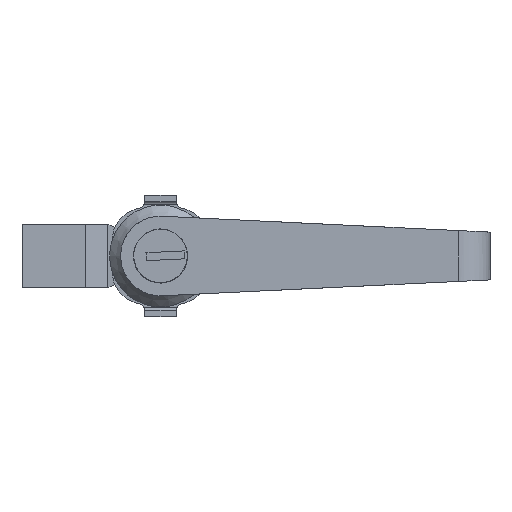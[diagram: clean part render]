
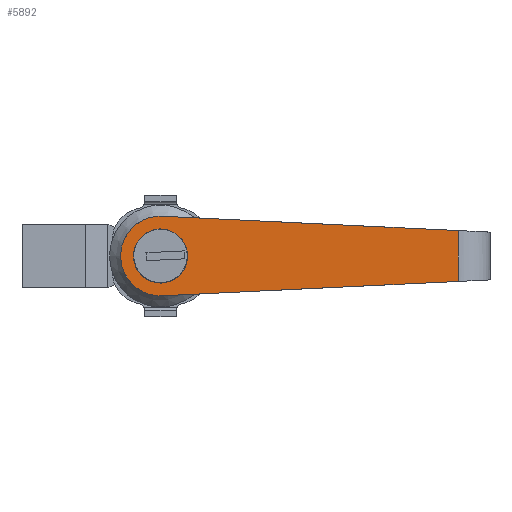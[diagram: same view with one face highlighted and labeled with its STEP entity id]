
A CAD part, front view. The second image highlights one B-rep face of the part: STEP entity #5892.
In plain terms, the highlighted planar face has unit normal (0, -1, 0).
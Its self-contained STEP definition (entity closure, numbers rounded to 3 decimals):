
#3062=VECTOR('',#4956,1.);
#3063=VECTOR('',#4957,1.);
#3064=VECTOR('',#4958,1.);
#3280=LINE('',#6052,#3062);
#3281=LINE('',#6054,#3063);
#3282=LINE('',#6055,#3064);
#3505=ORIENTED_EDGE('',*,*,#4341,.F.);
#3506=ORIENTED_EDGE('',*,*,#4342,.F.);
#3507=ORIENTED_EDGE('',*,*,#4343,.T.);
#3508=ORIENTED_EDGE('',*,*,#4344,.F.);
#3509=ORIENTED_EDGE('',*,*,#4340,.F.);
#4075=CIRCLE('',#5587,8.5);
#4076=CIRCLE('',#5589,12.5);
#4142=VERTEX_POINT('',#6045);
#4143=VERTEX_POINT('',#6048);
#4144=VERTEX_POINT('',#6049);
#4145=VERTEX_POINT('',#6051);
#4146=VERTEX_POINT('',#6053);
#4340=EDGE_CURVE('',#4142,#4142,#4075,.T.);
#4341=EDGE_CURVE('',#4143,#4144,#4076,.T.);
#4342=EDGE_CURVE('',#4145,#4143,#3280,.T.);
#4343=EDGE_CURVE('',#4145,#4146,#3281,.T.);
#4344=EDGE_CURVE('',#4144,#4146,#3282,.T.);
#4630=EDGE_LOOP('',(#3505,#3506,#3507,#3508));
#4631=EDGE_LOOP('',(#3509));
#4785=FACE_BOUND('',#4630,.T.);
#4786=FACE_BOUND('',#4631,.T.);
#4950=DIRECTION('',(0.,-1.,0.));
#4951=DIRECTION('',(0.,0.,8.5));
#4952=DIRECTION('',(0.,-1.,0.));
#4953=DIRECTION('',(-1.,0.,0.));
#4954=DIRECTION('',(0.,1.,0.));
#4955=DIRECTION('',(0.605,0.,-12.485));
#4956=DIRECTION('',(-92.895,0.,-4.501));
#4957=DIRECTION('',(0.,0.,15.969));
#4958=DIRECTION('',(92.895,0.,-4.501));
#5587=AXIS2_PLACEMENT_3D('',#6046,#4950,#4951);
#5588=AXIS2_PLACEMENT_3D('',#6047,#4952,#4953);
#5589=AXIS2_PLACEMENT_3D('',#6050,#4954,#4955);
#5797=PLANE('',#5588);
#5892=ADVANCED_FACE('',(#4785,#4786),#5797,.T.);
#6045=CARTESIAN_POINT('',(0.,-33.,8.5));
#6046=CARTESIAN_POINT('',(0.,-33.,0.));
#6047=CARTESIAN_POINT('',(0.605,-33.,-12.485));
#6048=CARTESIAN_POINT('',(0.605,-33.,-12.485));
#6049=CARTESIAN_POINT('',(0.605,-33.,12.485));
#6050=CARTESIAN_POINT('',(0.,-33.,0.));
#6051=CARTESIAN_POINT('',(93.5,-33.,-7.985));
#6052=CARTESIAN_POINT('',(93.5,-33.,-7.985));
#6053=CARTESIAN_POINT('',(93.5,-33.,7.985));
#6054=CARTESIAN_POINT('',(93.5,-33.,-7.985));
#6055=CARTESIAN_POINT('',(0.605,-33.,12.485));
